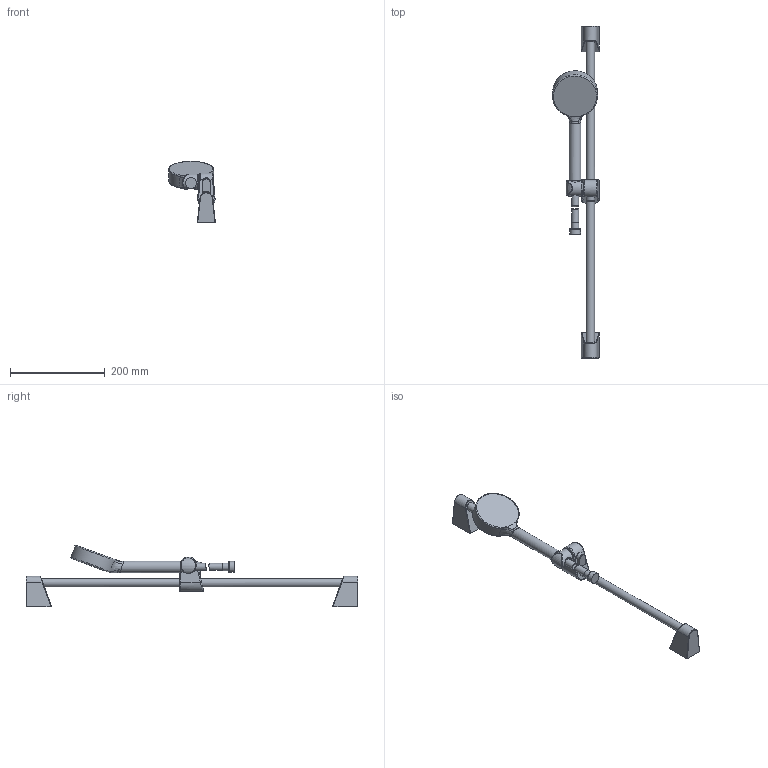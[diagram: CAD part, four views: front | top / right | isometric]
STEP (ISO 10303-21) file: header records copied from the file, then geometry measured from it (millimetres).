
FILE_DESCRIPTION (( 'STEP AP203' ), '1' );
FILE_NAME ('547(2016)+44780213.STEP', '2017-03-09T05:55:20', ( '' ), ( '' ), 'SwSTEP 2.0', 'SolidWorks 2016', '' );
FILE_SCHEMA (( 'CONFIG_CONTROL_DESIGN' ));
Length unit declared in the file: millimetre
Products named in the file (1): 547(2016)+44780213
Bounding box: 98.89 x 701 x 129.62 mm (x, y, z)
Volume: 726742.6 mm3; surface area: 111450 mm2
Topology: 3 solids, 3 shells, 121 faces, 297 edges, 192 vertices
Faces by surface type: bspline 43, cylinder 34, plane 30, torus 11, cone 3
Full cylindrical faces by diameter (mm): 15 x2, 16.1 x1, 17.8 x2, 21 x1, 22.6 x1, 22.95 x1
Entity records: 11968 total; most frequent: CARTESIAN_POINT 9663, ORIENTED_EDGE 528, DIRECTION 323, EDGE_CURVE 264, VERTEX_POINT 177, EDGE_LOOP 147, FACE_OUTER_BOUND 134, AXIS2_PLACEMENT_3D 130
